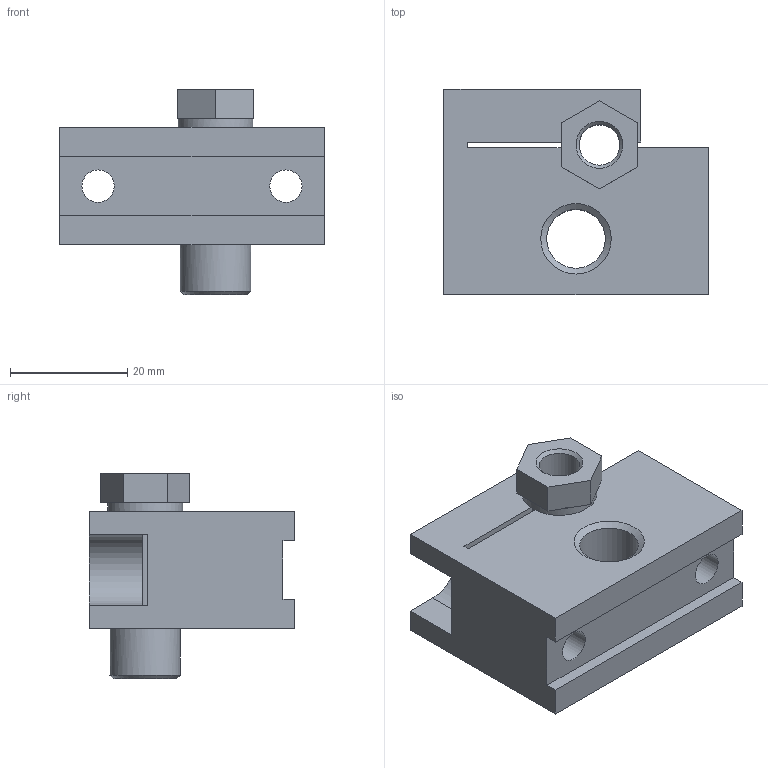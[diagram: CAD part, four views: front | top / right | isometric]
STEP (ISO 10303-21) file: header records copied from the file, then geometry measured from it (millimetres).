
FILE_DESCRIPTION(/* description */ ('STEP AP214'),/* implementation_level */ '2;1');
FILE_NAME(/* name */ '34579_YSRF-S-8-C',/* time_stamp */ '2024-09-18T13:46:04+02:00',/* author */ ('License CC BY-ND 4.0'),/* organization */ ('CADENAS'),/* preprocessor_version */ 'ST-DEVELOPER v19.3',/* originating_system */ 'PARTsolutions',/* authorisation */ ' ');
FILE_SCHEMA (('AUTOMOTIVE_DESIGN {1 0 10303 214 3 1 1}'));
Length unit declared in the file: millimetre
Products named in the file (1): 34579 YSRF-S-8-C
Bounding box: 45 x 35 x 35 mm (x, y, z)
Volume: 24229.6 mm3; surface area: 9665.9 mm2
Topology: 1 solids, 1 shells, 54 faces, 153 edges, 99 vertices
Faces by surface type: plane 35, cylinder 12, cone 7
Full cylindrical faces by diameter (mm): 3.242 x1, 5.5 x2, 6.917 x1, 10 x1, 12 x1, 12.8 x1
Entity records: 1688 total; most frequent: CARTESIAN_POINT 284, DIRECTION 280, ORIENTED_EDGE 268, EDGE_CURVE 134, LINE 98, VECTOR 98, VERTEX_POINT 95, AXIS2_PLACEMENT_3D 91
